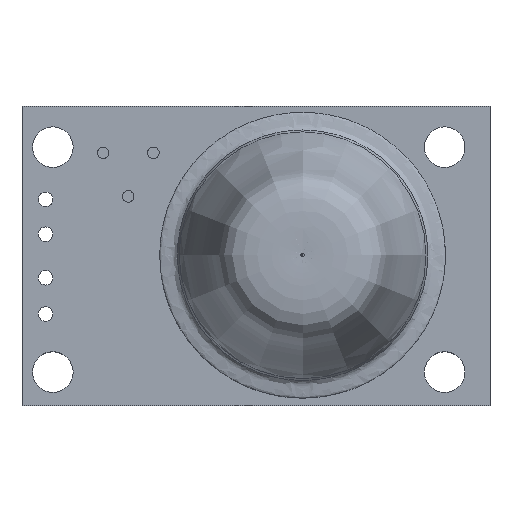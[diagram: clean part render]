
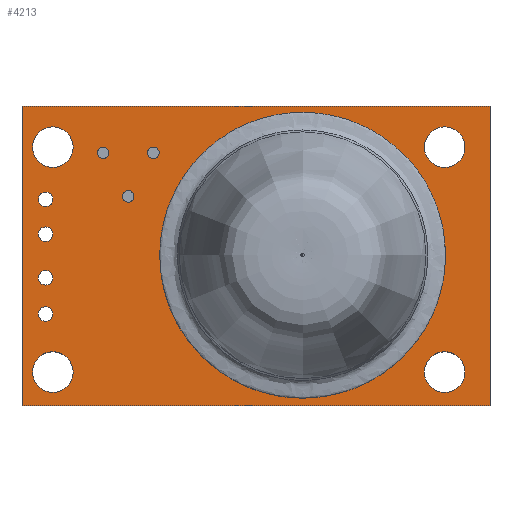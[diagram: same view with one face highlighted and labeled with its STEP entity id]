
A CAD part, top view. The second image highlights one B-rep face of the part: STEP entity #4213.
In plain terms, the highlighted planar face has unit normal (0, 0, 1).
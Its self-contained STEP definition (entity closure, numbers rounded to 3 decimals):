
#254=FACE_BOUND('',#792,.T.);
#255=FACE_BOUND('',#793,.T.);
#256=FACE_BOUND('',#794,.T.);
#257=FACE_BOUND('',#795,.T.);
#258=FACE_BOUND('',#796,.T.);
#259=FACE_BOUND('',#797,.T.);
#260=FACE_BOUND('',#798,.T.);
#261=FACE_BOUND('',#799,.T.);
#297=PLANE('',#4601);
#524=FACE_OUTER_BOUND('',#791,.T.);
#791=EDGE_LOOP('',(#3083,#3084,#3085,#3086));
#792=EDGE_LOOP('',(#3087));
#793=EDGE_LOOP('',(#3088));
#794=EDGE_LOOP('',(#3089));
#795=EDGE_LOOP('',(#3090));
#796=EDGE_LOOP('',(#3091));
#797=EDGE_LOOP('',(#3092));
#798=EDGE_LOOP('',(#3093));
#799=EDGE_LOOP('',(#3094));
#1095=LINE('',#6063,#1570);
#1098=LINE('',#6069,#1573);
#1101=LINE('',#6075,#1576);
#1104=LINE('',#6079,#1579);
#1570=VECTOR('',#4955,10.);
#1573=VECTOR('',#4960,10.);
#1576=VECTOR('',#4965,10.);
#1579=VECTOR('',#4970,10.);
#2035=CIRCLE('',#4574,0.5);
#2037=CIRCLE('',#4577,0.5);
#2039=CIRCLE('',#4580,0.5);
#2041=CIRCLE('',#4583,0.5);
#2043=CIRCLE('',#4586,1.4);
#2045=CIRCLE('',#4589,1.4);
#2047=CIRCLE('',#4592,1.4);
#2049=CIRCLE('',#4595,1.4);
#2083=VERTEX_POINT('',#6009);
#2085=VERTEX_POINT('',#6015);
#2087=VERTEX_POINT('',#6021);
#2089=VERTEX_POINT('',#6027);
#2091=VERTEX_POINT('',#6033);
#2093=VERTEX_POINT('',#6039);
#2095=VERTEX_POINT('',#6045);
#2097=VERTEX_POINT('',#6051);
#2101=VERTEX_POINT('',#6060);
#2102=VERTEX_POINT('',#6062);
#2104=VERTEX_POINT('',#6068);
#2106=VERTEX_POINT('',#6074);
#2462=EDGE_CURVE('',#2083,#2083,#2035,.T.);
#2465=EDGE_CURVE('',#2085,#2085,#2037,.T.);
#2468=EDGE_CURVE('',#2087,#2087,#2039,.T.);
#2471=EDGE_CURVE('',#2089,#2089,#2041,.T.);
#2474=EDGE_CURVE('',#2091,#2091,#2043,.T.);
#2477=EDGE_CURVE('',#2093,#2093,#2045,.T.);
#2480=EDGE_CURVE('',#2095,#2095,#2047,.T.);
#2483=EDGE_CURVE('',#2097,#2097,#2049,.T.);
#2488=EDGE_CURVE('',#2102,#2101,#1095,.T.);
#2491=EDGE_CURVE('',#2104,#2102,#1098,.T.);
#2494=EDGE_CURVE('',#2106,#2104,#1101,.T.);
#2497=EDGE_CURVE('',#2101,#2106,#1104,.T.);
#3083=ORIENTED_EDGE('',*,*,#2497,.T.);
#3084=ORIENTED_EDGE('',*,*,#2494,.T.);
#3085=ORIENTED_EDGE('',*,*,#2491,.T.);
#3086=ORIENTED_EDGE('',*,*,#2488,.T.);
#3087=ORIENTED_EDGE('',*,*,#2462,.T.);
#3088=ORIENTED_EDGE('',*,*,#2465,.T.);
#3089=ORIENTED_EDGE('',*,*,#2468,.T.);
#3090=ORIENTED_EDGE('',*,*,#2471,.T.);
#3091=ORIENTED_EDGE('',*,*,#2474,.T.);
#3092=ORIENTED_EDGE('',*,*,#2477,.T.);
#3093=ORIENTED_EDGE('',*,*,#2480,.T.);
#3094=ORIENTED_EDGE('',*,*,#2483,.T.);
#4213=ADVANCED_FACE('',(#524,#254,#255,#256,#257,#258,#259,#260,#261),#297,
 .T.);
#4574=AXIS2_PLACEMENT_3D('',#6010,#4897,#4898);
#4577=AXIS2_PLACEMENT_3D('',#6016,#4904,#4905);
#4580=AXIS2_PLACEMENT_3D('',#6022,#4911,#4912);
#4583=AXIS2_PLACEMENT_3D('',#6028,#4918,#4919);
#4586=AXIS2_PLACEMENT_3D('',#6034,#4925,#4926);
#4589=AXIS2_PLACEMENT_3D('',#6040,#4932,#4933);
#4592=AXIS2_PLACEMENT_3D('',#6046,#4939,#4940);
#4595=AXIS2_PLACEMENT_3D('',#6052,#4946,#4947);
#4601=AXIS2_PLACEMENT_3D('',#6080,#4971,#4972);
#4897=DIRECTION('center_axis',(0.,0.,-1.));
#4898=DIRECTION('ref_axis',(-1.,0.,0.));
#4904=DIRECTION('center_axis',(0.,0.,-1.));
#4905=DIRECTION('ref_axis',(-1.,0.,0.));
#4911=DIRECTION('center_axis',(0.,0.,-1.));
#4912=DIRECTION('ref_axis',(-1.,0.,0.));
#4918=DIRECTION('center_axis',(0.,0.,-1.));
#4919=DIRECTION('ref_axis',(-1.,0.,0.));
#4925=DIRECTION('center_axis',(0.,0.,-1.));
#4926=DIRECTION('ref_axis',(-1.,0.,0.));
#4932=DIRECTION('center_axis',(0.,0.,-1.));
#4933=DIRECTION('ref_axis',(-1.,0.,0.));
#4939=DIRECTION('center_axis',(0.,0.,-1.));
#4940=DIRECTION('ref_axis',(-1.,0.,0.));
#4946=DIRECTION('center_axis',(0.,0.,-1.));
#4947=DIRECTION('ref_axis',(-1.,0.,0.));
#4955=DIRECTION('',(0.,1.,0.));
#4960=DIRECTION('',(1.,0.,0.));
#4965=DIRECTION('',(0.,-1.,0.));
#4970=DIRECTION('',(-1.,0.,0.));
#4971=DIRECTION('center_axis',(0.,0.,1.));
#4972=DIRECTION('ref_axis',(1.,0.,0.));
#6009=CARTESIAN_POINT('',(-14.,1.5,1.6));
#6010=CARTESIAN_POINT('Origin',(-14.5,1.5,1.6));
#6015=CARTESIAN_POINT('',(-14.,-1.5,1.6));
#6016=CARTESIAN_POINT('Origin',(-14.5,-1.5,1.6));
#6021=CARTESIAN_POINT('',(-14.,3.9,1.6));
#6022=CARTESIAN_POINT('Origin',(-14.5,3.9,1.6));
#6027=CARTESIAN_POINT('',(-14.,-4.,1.6));
#6028=CARTESIAN_POINT('Origin',(-14.5,-4.,1.6));
#6033=CARTESIAN_POINT('',(14.4,7.5,1.6));
#6034=CARTESIAN_POINT('Origin',(13.,7.5,1.6));
#6039=CARTESIAN_POINT('',(14.4,-8.,1.6));
#6040=CARTESIAN_POINT('Origin',(13.,-8.,1.6));
#6045=CARTESIAN_POINT('',(-12.6,7.5,1.6));
#6046=CARTESIAN_POINT('Origin',(-14.,7.5,1.6));
#6051=CARTESIAN_POINT('',(-12.6,-8.,1.6));
#6052=CARTESIAN_POINT('Origin',(-14.,-8.,1.6));
#6060=CARTESIAN_POINT('',(16.125,10.325,1.6));
#6062=CARTESIAN_POINT('',(16.125,-10.325,1.6));
#6063=CARTESIAN_POINT('',(16.125,10.325,1.6));
#6068=CARTESIAN_POINT('',(-16.125,-10.325,1.6));
#6069=CARTESIAN_POINT('',(16.125,-10.325,1.6));
#6074=CARTESIAN_POINT('',(-16.125,10.325,1.6));
#6075=CARTESIAN_POINT('',(-16.125,-10.325,1.6));
#6079=CARTESIAN_POINT('',(-16.125,10.325,1.6));
#6080=CARTESIAN_POINT('Origin',(0.,0.,1.6));
